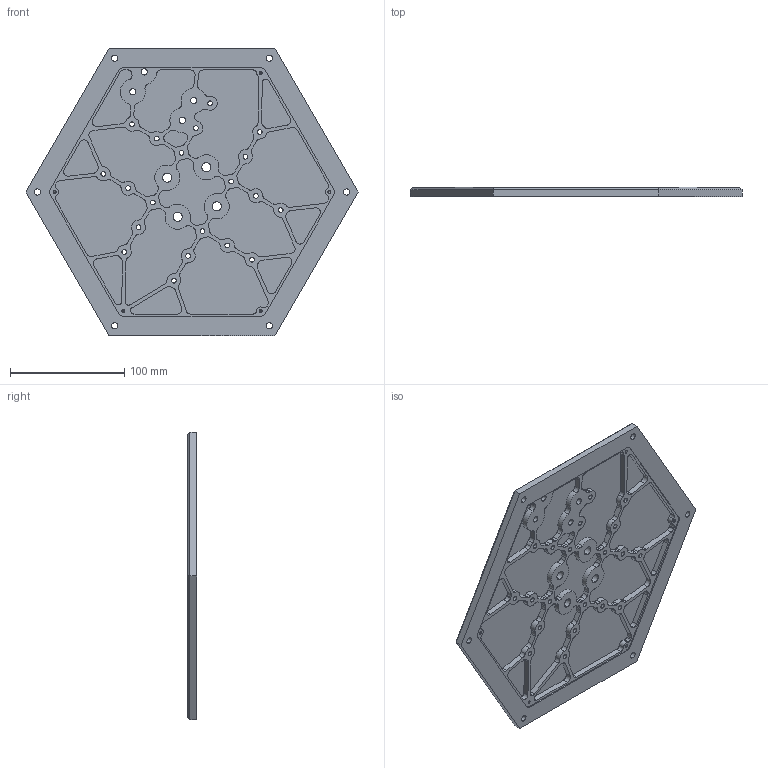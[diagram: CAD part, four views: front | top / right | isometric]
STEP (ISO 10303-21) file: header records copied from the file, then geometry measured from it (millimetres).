
FILE_DESCRIPTION (( 'STEP AP214' ), '1' );
FILE_NAME ('bottom_plate_light.STEP', '2018-04-13T11:12:00', ( '' ), ( '' ), 'SwSTEP 2.0', 'SolidWorks 2015', '' );
FILE_SCHEMA (( 'AUTOMOTIVE_DESIGN' ));
Length unit declared in the file: millimetre
Products named in the file (1): bottom_plate_light
Bounding box: 290 x 8 x 251.15 mm (x, y, z)
Volume: 231211.3 mm3; surface area: 133155.2 mm2
Topology: 1 solids, 1 shells, 531 faces, 1497 edges, 981 vertices
Faces by surface type: cylinder 369, plane 132, cone 30
Entity records: 18151 total; most frequent: DIRECTION 3309, CARTESIAN_POINT 3000, ORIENTED_EDGE 2974, EDGE_CURVE 1487, AXIS2_PLACEMENT_3D 1290, VERTEX_POINT 981, CIRCLE 758, LINE 729
